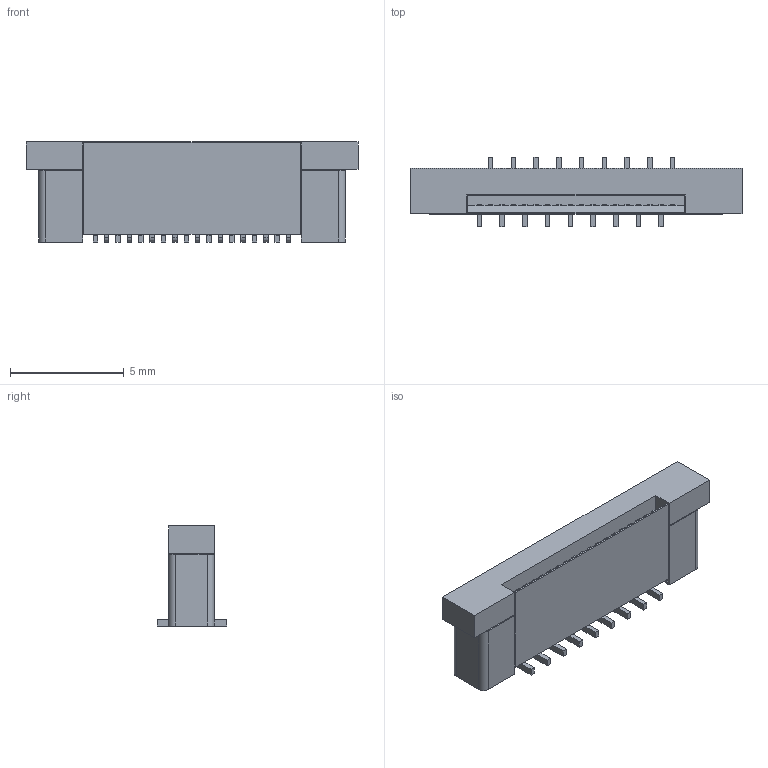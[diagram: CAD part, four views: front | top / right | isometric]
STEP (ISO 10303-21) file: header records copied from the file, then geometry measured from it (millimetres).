
FILE_DESCRIPTION((''),'2;1');
FILE_NAME('X05C2020XZ','2021-12-31T16:40:49',('荣耀'),(''),'CREO PARAMETRIC BY PTC INC, 2019080','CREO PARAMETRIC BY PTC INC, 2019080','');
FILE_SCHEMA(('CONFIG_CONTROL_DESIGN'));
Length unit declared in the file: millimetre
Products named in the file (1): X05C2020XZ
Bounding box: 14.6 x 3.06 x 4.4 mm (x, y, z)
Volume: 106.4 mm3; surface area: 331.9 mm2
Topology: 1 solids, 1 shells, 365 faces, 992 edges, 648 vertices
Faces by surface type: plane 331, cylinder 34
Entity records: 11312 total; most frequent: CARTESIAN_POINT 2005, ORIENTED_EDGE 1984, DIRECTION 1790, EDGE_CURVE 992, VECTOR 924, LINE 924, VERTEX_POINT 648, AXIS2_PLACEMENT_3D 433
